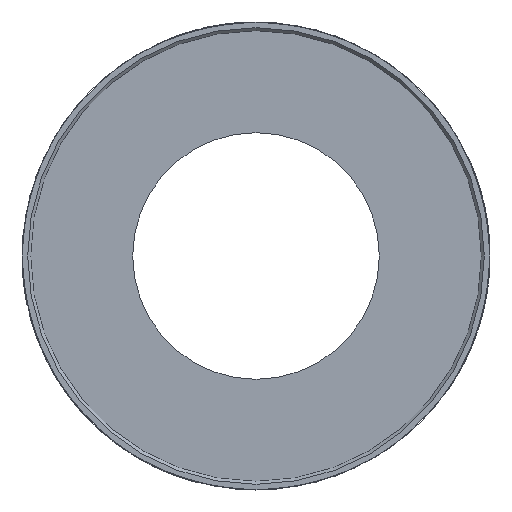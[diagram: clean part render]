
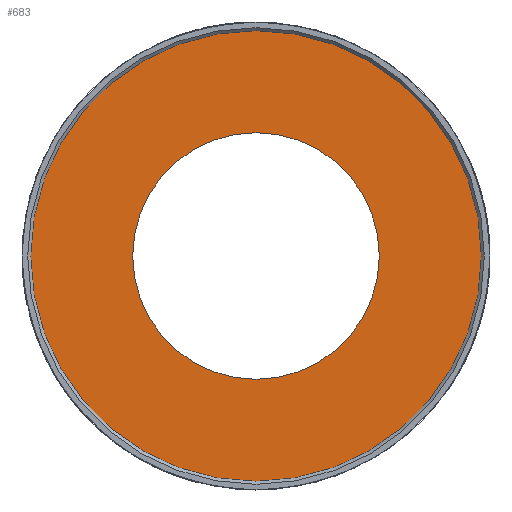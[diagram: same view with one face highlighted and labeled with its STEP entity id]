
A CAD part, left-side view. The second image highlights one B-rep face of the part: STEP entity #683.
In plain terms, the highlighted planar face has unit normal (-1, 0, 0).
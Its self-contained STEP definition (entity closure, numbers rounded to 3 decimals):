
#683=ADVANCED_FACE('',(#778,#779),#764,.F.);
#764=PLANE('',#2913);
#778=FACE_BOUND('',#896,.T.);
#779=FACE_BOUND('',#897,.T.);
#896=EDGE_LOOP('',(#1066));
#897=EDGE_LOOP('',(#1067));
#1066=ORIENTED_EDGE('',*,*,#2431,.F.);
#1067=ORIENTED_EDGE('',*,*,#2430,.T.);
#1973=VERTEX_POINT('',#3228);
#1974=VERTEX_POINT('',#3231);
#2430=EDGE_CURVE('',#1973,#1973,#2887,.T.);
#2431=EDGE_CURVE('',#1974,#1974,#2888,.T.);
#2887=CIRCLE('',#2910,36.1);
#2888=CIRCLE('',#2912,19.5);
#2910=AXIS2_PLACEMENT_3D('',#3227,#3024,#3025);
#2912=AXIS2_PLACEMENT_3D('',#3230,#3028,#3029);
#2913=AXIS2_PLACEMENT_3D('',#3232,#3030,#3031);
#3024=DIRECTION('',(-1.,0.,0.));
#3025=DIRECTION('',(0.,0.,1.));
#3028=DIRECTION('',(-1.,0.,0.));
#3029=DIRECTION('',(0.,0.,1.));
#3030=DIRECTION('',(1.,0.,0.));
#3031=DIRECTION('',(0.,0.,-1.));
#3227=CARTESIAN_POINT('',(4.,0.,0.));
#3228=CARTESIAN_POINT('',(4.,0.,36.1));
#3230=CARTESIAN_POINT('',(4.,0.,0.));
#3231=CARTESIAN_POINT('',(4.,0.,19.5));
#3232=CARTESIAN_POINT('',(4.,36.1,0.));
